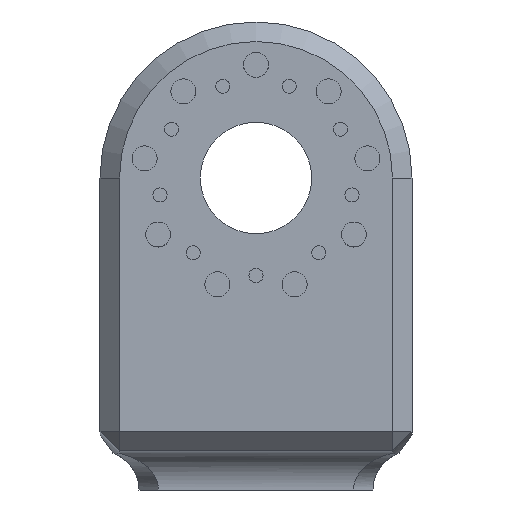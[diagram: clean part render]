
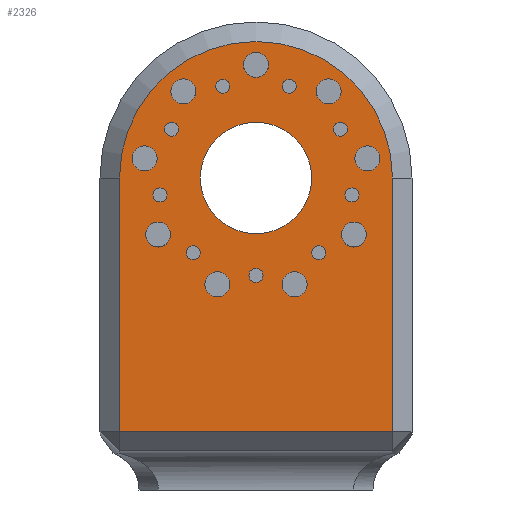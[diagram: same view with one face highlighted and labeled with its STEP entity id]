
A CAD part, left-side view. The second image highlights one B-rep face of the part: STEP entity #2326.
In plain terms, the highlighted planar face has unit normal (-1, 0, 0).
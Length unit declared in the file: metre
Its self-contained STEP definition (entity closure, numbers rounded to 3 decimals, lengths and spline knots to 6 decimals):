
#78=PLANE('',#2514);
#166=CIRCLE('',#2515,0.0032);
#167=CIRCLE('',#2516,0.0018);
#168=CIRCLE('',#2517,0.0032);
#169=CIRCLE('',#2518,0.0032);
#170=CIRCLE('',#2519,0.0032);
#171=CIRCLE('',#2520,0.0032);
#172=CIRCLE('',#2521,0.0032);
#173=CIRCLE('',#2522,0.0032);
#174=CIRCLE('',#2523,0.0032);
#175=CIRCLE('',#2524,0.0018);
#176=CIRCLE('',#2525,0.0032);
#177=CIRCLE('',#2526,0.0018);
#178=CIRCLE('',#2527,0.0018);
#179=CIRCLE('',#2528,0.0018);
#180=CIRCLE('',#2529,0.0018);
#181=CIRCLE('',#2530,0.0018);
#182=CIRCLE('',#2531,0.0018);
#183=CIRCLE('',#2532,0.0018);
#184=CIRCLE('',#2533,0.014288);
#185=CIRCLE('',#2534,0.035);
#362=ORIENTED_EDGE('',*,*,#998,.F.);
#363=ORIENTED_EDGE('',*,*,#999,.F.);
#364=ORIENTED_EDGE('',*,*,#1000,.F.);
#365=ORIENTED_EDGE('',*,*,#1001,.F.);
#366=ORIENTED_EDGE('',*,*,#1002,.F.);
#367=ORIENTED_EDGE('',*,*,#1003,.F.);
#368=ORIENTED_EDGE('',*,*,#1004,.F.);
#369=ORIENTED_EDGE('',*,*,#1005,.F.);
#370=ORIENTED_EDGE('',*,*,#1006,.F.);
#371=ORIENTED_EDGE('',*,*,#1007,.F.);
#372=ORIENTED_EDGE('',*,*,#1008,.F.);
#373=ORIENTED_EDGE('',*,*,#1009,.F.);
#374=ORIENTED_EDGE('',*,*,#1010,.F.);
#375=ORIENTED_EDGE('',*,*,#1011,.F.);
#376=ORIENTED_EDGE('',*,*,#1012,.F.);
#377=ORIENTED_EDGE('',*,*,#1013,.F.);
#378=ORIENTED_EDGE('',*,*,#1014,.F.);
#379=ORIENTED_EDGE('',*,*,#1015,.F.);
#380=ORIENTED_EDGE('',*,*,#1016,.T.);
#381=ORIENTED_EDGE('',*,*,#1017,.T.);
#382=ORIENTED_EDGE('',*,*,#1018,.T.);
#383=ORIENTED_EDGE('',*,*,#1019,.T.);
#384=ORIENTED_EDGE('',*,*,#1020,.T.);
#998=EDGE_CURVE('',#1312,#1312,#166,.T.);
#999=EDGE_CURVE('',#1313,#1313,#167,.T.);
#1000=EDGE_CURVE('',#1314,#1314,#168,.T.);
#1001=EDGE_CURVE('',#1315,#1315,#169,.T.);
#1002=EDGE_CURVE('',#1316,#1316,#170,.T.);
#1003=EDGE_CURVE('',#1317,#1317,#171,.T.);
#1004=EDGE_CURVE('',#1318,#1318,#172,.T.);
#1005=EDGE_CURVE('',#1319,#1319,#173,.T.);
#1006=EDGE_CURVE('',#1320,#1320,#174,.T.);
#1007=EDGE_CURVE('',#1321,#1321,#175,.T.);
#1008=EDGE_CURVE('',#1322,#1322,#176,.T.);
#1009=EDGE_CURVE('',#1323,#1323,#177,.T.);
#1010=EDGE_CURVE('',#1324,#1324,#178,.T.);
#1011=EDGE_CURVE('',#1325,#1325,#179,.T.);
#1012=EDGE_CURVE('',#1326,#1326,#180,.T.);
#1013=EDGE_CURVE('',#1327,#1327,#181,.T.);
#1014=EDGE_CURVE('',#1328,#1328,#182,.T.);
#1015=EDGE_CURVE('',#1329,#1329,#183,.T.);
#1016=EDGE_CURVE('',#1330,#1330,#184,.T.);
#1017=EDGE_CURVE('',#1331,#1332,#1517,.T.);
#1018=EDGE_CURVE('',#1332,#1333,#1518,.T.);
#1019=EDGE_CURVE('',#1333,#1334,#185,.F.);
#1020=EDGE_CURVE('',#1334,#1331,#1519,.T.);
#1312=VERTEX_POINT('',#3668);
#1313=VERTEX_POINT('',#3670);
#1314=VERTEX_POINT('',#3672);
#1315=VERTEX_POINT('',#3674);
#1316=VERTEX_POINT('',#3676);
#1317=VERTEX_POINT('',#3678);
#1318=VERTEX_POINT('',#3680);
#1319=VERTEX_POINT('',#3682);
#1320=VERTEX_POINT('',#3684);
#1321=VERTEX_POINT('',#3686);
#1322=VERTEX_POINT('',#3688);
#1323=VERTEX_POINT('',#3690);
#1324=VERTEX_POINT('',#3692);
#1325=VERTEX_POINT('',#3694);
#1326=VERTEX_POINT('',#3696);
#1327=VERTEX_POINT('',#3698);
#1328=VERTEX_POINT('',#3700);
#1329=VERTEX_POINT('',#3702);
#1330=VERTEX_POINT('',#3704);
#1331=VERTEX_POINT('',#3706);
#1332=VERTEX_POINT('',#3707);
#1333=VERTEX_POINT('',#3709);
#1334=VERTEX_POINT('',#3711);
#1517=LINE('',#3705,#1663);
#1518=LINE('',#3708,#1664);
#1519=LINE('',#3712,#1665);
#1663=VECTOR('',#2947,1.);
#1664=VECTOR('',#2948,1.);
#1665=VECTOR('',#2951,1.);
#1777=EDGE_LOOP('',(#362));
#1778=EDGE_LOOP('',(#363));
#1779=EDGE_LOOP('',(#364));
#1780=EDGE_LOOP('',(#365));
#1781=EDGE_LOOP('',(#366));
#1782=EDGE_LOOP('',(#367));
#1783=EDGE_LOOP('',(#368));
#1784=EDGE_LOOP('',(#369));
#1785=EDGE_LOOP('',(#370));
#1786=EDGE_LOOP('',(#371));
#1787=EDGE_LOOP('',(#372));
#1788=EDGE_LOOP('',(#373));
#1789=EDGE_LOOP('',(#374));
#1790=EDGE_LOOP('',(#375));
#1791=EDGE_LOOP('',(#376));
#1792=EDGE_LOOP('',(#377));
#1793=EDGE_LOOP('',(#378));
#1794=EDGE_LOOP('',(#379));
#1795=EDGE_LOOP('',(#380));
#1796=EDGE_LOOP('',(#381,#382,#383,#384));
#2025=FACE_BOUND('',#1777,.T.);
#2026=FACE_BOUND('',#1778,.T.);
#2027=FACE_BOUND('',#1779,.T.);
#2028=FACE_BOUND('',#1780,.T.);
#2029=FACE_BOUND('',#1781,.T.);
#2030=FACE_BOUND('',#1782,.T.);
#2031=FACE_BOUND('',#1783,.T.);
#2032=FACE_BOUND('',#1784,.T.);
#2033=FACE_BOUND('',#1785,.T.);
#2034=FACE_BOUND('',#1786,.T.);
#2035=FACE_BOUND('',#1787,.T.);
#2036=FACE_BOUND('',#1788,.T.);
#2037=FACE_BOUND('',#1789,.T.);
#2038=FACE_BOUND('',#1790,.T.);
#2039=FACE_BOUND('',#1791,.T.);
#2040=FACE_BOUND('',#1792,.T.);
#2041=FACE_BOUND('',#1793,.T.);
#2042=FACE_BOUND('',#1794,.T.);
#2043=FACE_BOUND('',#1795,.T.);
#2044=FACE_BOUND('',#1796,.T.);
#2326=ADVANCED_FACE('',(#2025,#2026,#2027,#2028,#2029,#2030,#2031,#2032,
#2033,#2034,#2035,#2036,#2037,#2038,#2039,#2040,#2041,#2042,#2043,#2044),
#78,.F.);
#2514=AXIS2_PLACEMENT_3D('',#3666,#2907,#2908);
#2515=AXIS2_PLACEMENT_3D('',#3667,#2909,#2910);
#2516=AXIS2_PLACEMENT_3D('',#3669,#2911,#2912);
#2517=AXIS2_PLACEMENT_3D('',#3671,#2913,#2914);
#2518=AXIS2_PLACEMENT_3D('',#3673,#2915,#2916);
#2519=AXIS2_PLACEMENT_3D('',#3675,#2917,#2918);
#2520=AXIS2_PLACEMENT_3D('',#3677,#2919,#2920);
#2521=AXIS2_PLACEMENT_3D('',#3679,#2921,#2922);
#2522=AXIS2_PLACEMENT_3D('',#3681,#2923,#2924);
#2523=AXIS2_PLACEMENT_3D('',#3683,#2925,#2926);
#2524=AXIS2_PLACEMENT_3D('',#3685,#2927,#2928);
#2525=AXIS2_PLACEMENT_3D('',#3687,#2929,#2930);
#2526=AXIS2_PLACEMENT_3D('',#3689,#2931,#2932);
#2527=AXIS2_PLACEMENT_3D('',#3691,#2933,#2934);
#2528=AXIS2_PLACEMENT_3D('',#3693,#2935,#2936);
#2529=AXIS2_PLACEMENT_3D('',#3695,#2937,#2938);
#2530=AXIS2_PLACEMENT_3D('',#3697,#2939,#2940);
#2531=AXIS2_PLACEMENT_3D('',#3699,#2941,#2942);
#2532=AXIS2_PLACEMENT_3D('',#3701,#2943,#2944);
#2533=AXIS2_PLACEMENT_3D('',#3703,#2945,#2946);
#2534=AXIS2_PLACEMENT_3D('',#3710,#2949,#2950);
#2907=DIRECTION('',(1.,0.,0.));
#2908=DIRECTION('',(0.,0.,-1.));
#2909=DIRECTION('',(-1.,0.,0.));
#2910=DIRECTION('',(0.,0.,1.));
#2911=DIRECTION('',(-1.,0.,0.));
#2912=DIRECTION('',(0.,0.,1.));
#2913=DIRECTION('',(-1.,0.,0.));
#2914=DIRECTION('',(0.,0.,1.));
#2915=DIRECTION('',(-1.,0.,0.));
#2916=DIRECTION('',(0.,0.,1.));
#2917=DIRECTION('',(-1.,0.,0.));
#2918=DIRECTION('',(0.,0.,1.));
#2919=DIRECTION('',(-1.,0.,0.));
#2920=DIRECTION('',(0.,0.,1.));
#2921=DIRECTION('',(-1.,0.,0.));
#2922=DIRECTION('',(0.,0.,1.));
#2923=DIRECTION('',(-1.,0.,0.));
#2924=DIRECTION('',(0.,0.,1.));
#2925=DIRECTION('',(-1.,0.,0.));
#2926=DIRECTION('',(0.,0.,1.));
#2927=DIRECTION('',(-1.,0.,0.));
#2928=DIRECTION('',(0.,0.,1.));
#2929=DIRECTION('',(-1.,0.,0.));
#2930=DIRECTION('',(0.,0.,1.));
#2931=DIRECTION('',(-1.,0.,0.));
#2932=DIRECTION('',(0.,0.,1.));
#2933=DIRECTION('',(-1.,0.,0.));
#2934=DIRECTION('',(0.,0.,1.));
#2935=DIRECTION('',(-1.,0.,0.));
#2936=DIRECTION('',(0.,0.,1.));
#2937=DIRECTION('',(-1.,0.,0.));
#2938=DIRECTION('',(0.,0.,1.));
#2939=DIRECTION('',(-1.,0.,0.));
#2940=DIRECTION('',(0.,0.,1.));
#2941=DIRECTION('',(-1.,0.,0.));
#2942=DIRECTION('',(0.,0.,1.));
#2943=DIRECTION('',(-1.,0.,0.));
#2944=DIRECTION('',(0.,0.,1.));
#2945=DIRECTION('',(1.,0.,0.));
#2946=DIRECTION('',(0.,0.,-1.));
#2947=DIRECTION('',(0.,-1.,0.));
#2948=DIRECTION('',(0.,0.,1.));
#2949=DIRECTION('',(1.,0.,0.));
#2950=DIRECTION('',(0.,0.,-1.));
#2951=DIRECTION('',(0.,0.,-1.));
#3666=CARTESIAN_POINT('',(-0.0625,0.,0.17));
#3667=CARTESIAN_POINT('',(-0.0625,0.,0.249));
#3668=CARTESIAN_POINT('',(-0.0625,0.,0.2522));
#3669=CARTESIAN_POINT('',(-0.0625,-0.02462,0.215659));
#3670=CARTESIAN_POINT('',(-0.0625,-0.02462,0.217459));
#3671=CARTESIAN_POINT('',(-0.0625,-0.028559,0.225036));
#3672=CARTESIAN_POINT('',(-0.0625,-0.028559,0.228236));
#3673=CARTESIAN_POINT('',(-0.0625,-0.025115,0.2055));
#3674=CARTESIAN_POINT('',(-0.0625,-0.025115,0.2087));
#3675=CARTESIAN_POINT('',(-0.0625,-0.009919,0.192749));
#3676=CARTESIAN_POINT('',(-0.0625,-0.009919,0.195949));
#3677=CARTESIAN_POINT('',(-0.0625,0.009919,0.192749));
#3678=CARTESIAN_POINT('',(-0.0625,0.009919,0.195949));
#3679=CARTESIAN_POINT('',(-0.0625,0.025115,0.2055));
#3680=CARTESIAN_POINT('',(-0.0625,0.025115,0.2087));
#3681=CARTESIAN_POINT('',(-0.0625,0.028559,0.225036));
#3682=CARTESIAN_POINT('',(-0.0625,0.028559,0.228236));
#3683=CARTESIAN_POINT('',(-0.0625,0.018641,0.242215));
#3684=CARTESIAN_POINT('',(-0.0625,0.018641,0.245415));
#3685=CARTESIAN_POINT('',(-0.0625,-0.021651,0.2325));
#3686=CARTESIAN_POINT('',(-0.0625,-0.021651,0.2343));
#3687=CARTESIAN_POINT('',(-0.0625,-0.018641,0.242215));
#3688=CARTESIAN_POINT('',(-0.0625,-0.018641,0.245415));
#3689=CARTESIAN_POINT('',(-0.0625,-0.008551,0.243492));
#3690=CARTESIAN_POINT('',(-0.0625,-0.008551,0.245292));
#3691=CARTESIAN_POINT('',(-0.0625,0.008551,0.243492));
#3692=CARTESIAN_POINT('',(-0.0625,0.008551,0.245292));
#3693=CARTESIAN_POINT('',(-0.0625,0.021651,0.2325));
#3694=CARTESIAN_POINT('',(-0.0625,0.021651,0.2343));
#3695=CARTESIAN_POINT('',(-0.0625,0.02462,0.215659));
#3696=CARTESIAN_POINT('',(-0.0625,0.02462,0.217459));
#3697=CARTESIAN_POINT('',(-0.0625,0.01607,0.200849));
#3698=CARTESIAN_POINT('',(-0.0625,0.01607,0.202649));
#3699=CARTESIAN_POINT('',(-0.0625,0.,0.195));
#3700=CARTESIAN_POINT('',(-0.0625,0.,0.1968));
#3701=CARTESIAN_POINT('',(-0.0625,-0.01607,0.200849));
#3702=CARTESIAN_POINT('',(-0.0625,-0.01607,0.202649));
#3703=CARTESIAN_POINT('',(-0.0625,0.,0.22));
#3704=CARTESIAN_POINT('',(-0.0625,0.,0.205713));
#3705=CARTESIAN_POINT('',(-0.0625,0.,0.155));
#3706=CARTESIAN_POINT('',(-0.0625,0.035,0.155));
#3707=CARTESIAN_POINT('',(-0.0625,-0.035,0.155));
#3708=CARTESIAN_POINT('',(-0.0625,-0.035,0.22));
#3709=CARTESIAN_POINT('',(-0.0625,-0.035,0.22));
#3710=CARTESIAN_POINT('',(-0.0625,0.,0.22));
#3711=CARTESIAN_POINT('',(-0.0625,0.035,0.22));
#3712=CARTESIAN_POINT('',(-0.0625,0.035,0.17));
